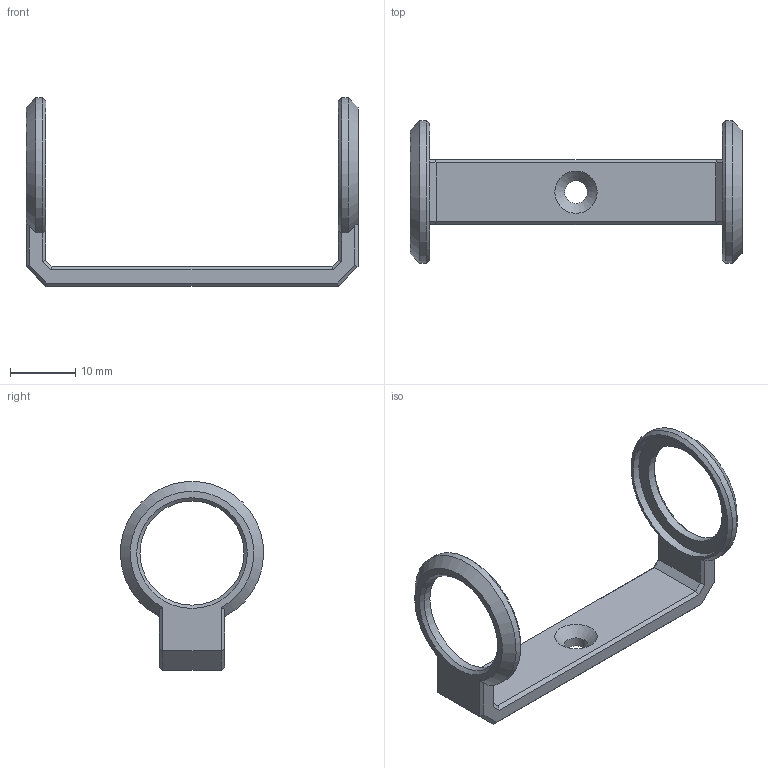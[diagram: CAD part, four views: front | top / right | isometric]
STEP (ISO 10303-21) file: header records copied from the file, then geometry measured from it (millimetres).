
FILE_DESCRIPTION(('Open CASCADE Model'),'2;1');
FILE_NAME('Open CASCADE Shape Model','2025-09-14T18:01:55',('Author'),( 'Open CASCADE'),'Open CASCADE STEP processor 7.7','Open CASCADE 7.7' ,'Unknown');
FILE_SCHEMA(('AUTOMOTIVE_DESIGN { 1 0 10303 214 1 1 1 1 }'));
Length unit declared in the file: millimetre
Products named in the file (1): Open CASCADE STEP translator 7.7 184
Bounding box: 51 x 21.95 x 28.96 mm (x, y, z)
Volume: 2262 mm3; surface area: 2673.2 mm2
Topology: 1 solids, 1 shells, 48 faces, 113 edges, 69 vertices
Faces by surface type: plane 34, cylinder 7, cone 7
Full cylindrical faces by diameter (mm): 3.5 x1, 16 x2, 20.2 x2
Entity records: 2918 total; most frequent: CARTESIAN_POINT 591, DIRECTION 443, LINE 252, VECTOR 252, ORIENTED_EDGE 226, PCURVE 226, DEFINITIONAL_REPRESENTATION 226, EDGE_CURVE 113
